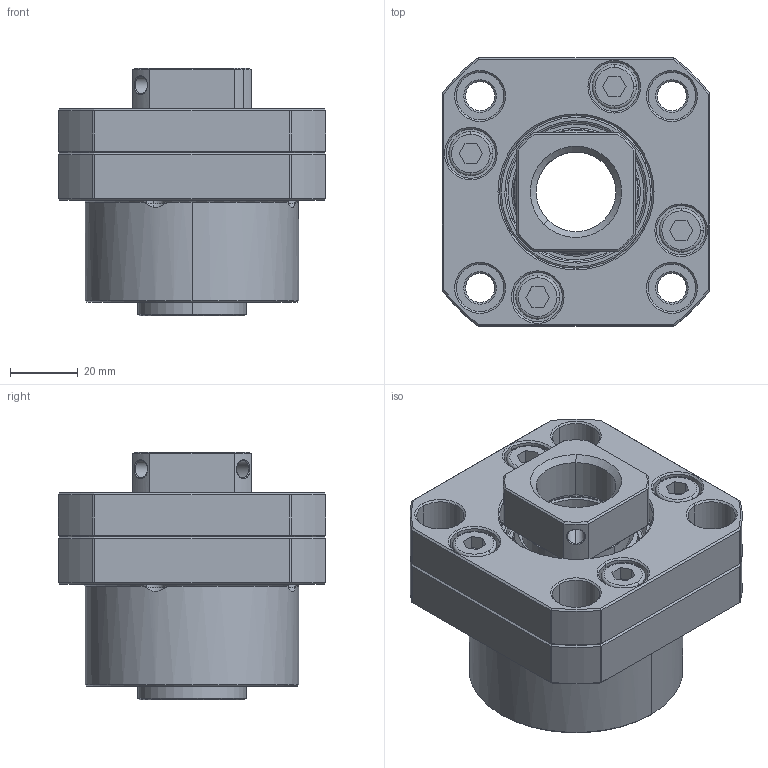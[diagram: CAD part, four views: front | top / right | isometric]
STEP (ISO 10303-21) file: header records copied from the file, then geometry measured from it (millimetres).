
FILE_DESCRIPTION (( 'STEP AP214' ), '1' );
FILE_NAME ('FK25.STEP', '2025-11-07T09:50:52', ( '' ), ( '' ), 'SwSTEP 2.0', 'SolidWorks 2024', '' );
FILE_SCHEMA (( 'AUTOMOTIVE_DESIGN' ));
Length unit declared in the file: millimetre
Products named in the file (1): FK25
Bounding box: 79 x 79 x 73 mm (x, y, z)
Volume: 211780 mm3; surface area: 79274.4 mm2
Topology: 12 solids, 12 shells, 760 faces, 1865 edges, 1171 vertices
Faces by surface type: plane 280, cone 164, cylinder 141, bspline 117, torus 58
Entity records: 28822 total; most frequent: CARTESIAN_POINT 11379, ORIENTED_EDGE 3730, DIRECTION 3312, EDGE_CURVE 1865, AXIS2_PLACEMENT_3D 1178, VERTEX_POINT 1171, LINE 956, VECTOR 956
